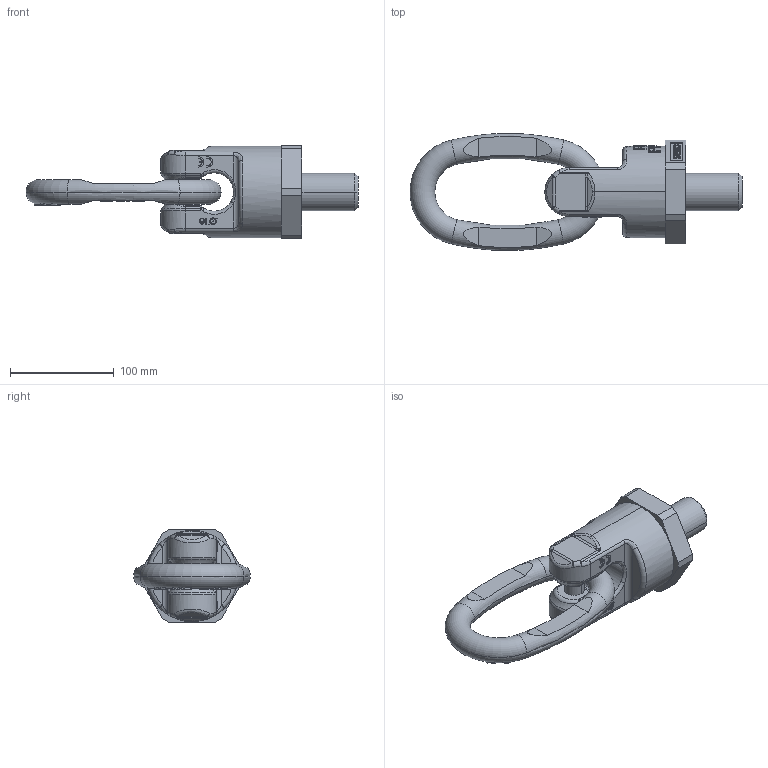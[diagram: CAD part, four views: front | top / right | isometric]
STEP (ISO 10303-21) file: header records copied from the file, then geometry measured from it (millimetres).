
FILE_DESCRIPTION((''),'2;1');
FILE_NAME('001-M31342-P-20_ASM','2019-09-11T',('anja.joas'),(''),'PRO/ENGINEER BY PARAMETRIC TECHNOLOGY CORPORATION, 2011490','PRO/ENGINEER BY PARAMETRIC TECHNOLOGY CORPORATION, 2011490','');
FILE_SCHEMA(('CONFIG_CONTROL_DESIGN'));
Length unit declared in the file: millimetre
Products named in the file (4): 001-M31342-P-20_AF0; 001-M31342-P-40; 001-M31290-005; 001-M31342-P-20_ASM
Assembly tree (3 placements, depth 2):
  001-M31342-P-20_ASM
    001-M31342-P-20_AF0
    001-M31342-P-40
    001-M31290-005
Bounding box: 320 x 112.27 x 90 mm (x, y, z)
Volume: 812873.5 mm3; surface area: 100192.8 mm2
Topology: 3 solids, 3 shells, 1151 faces, 3136 edges, 2048 vertices
Faces by surface type: plane 962, bspline 76, cylinder 72, torus 31, sphere 8, cone 2
Entity records: 39840 total; most frequent: CARTESIAN_POINT 11983, ORIENTED_EDGE 6272, DIRECTION 4937, EDGE_CURVE 3136, VECTOR 2227, LINE 2227, VERTEX_POINT 2048, AXIS2_PLACEMENT_3D 1355
